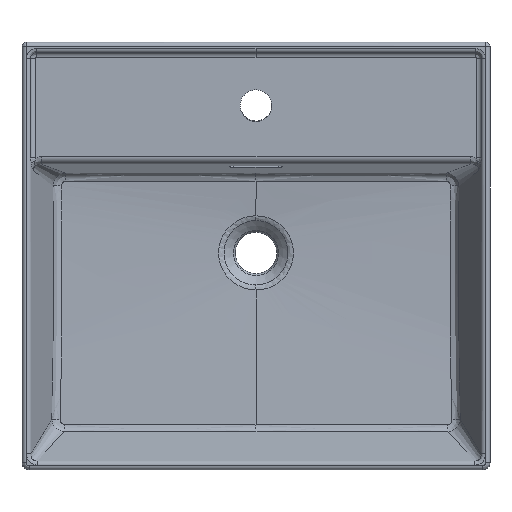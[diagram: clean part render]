
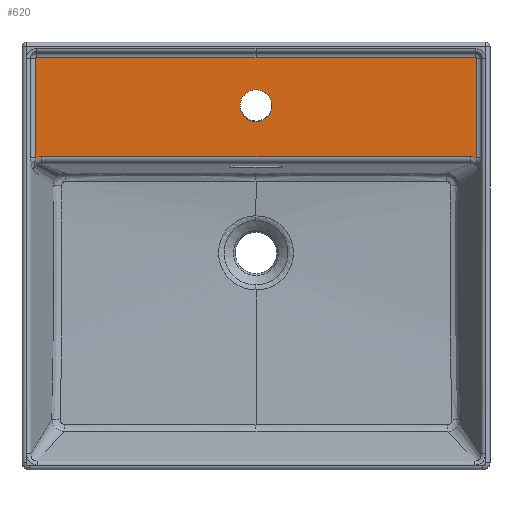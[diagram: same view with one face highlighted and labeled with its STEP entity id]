
A CAD part, top view. The second image highlights one B-rep face of the part: STEP entity #620.
In plain terms, the highlighted planar face has unit normal (0, 0, 1).
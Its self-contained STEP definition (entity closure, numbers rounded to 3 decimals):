
#66=FACE_BOUND('',#1307,.T.);
#67=FACE_BOUND('',#1308,.T.);
#620=ADVANCED_FACE('',(#66,#67),#949,.F.);
#949=PLANE('',#5107);
#1307=EDGE_LOOP('',(#1890,#1891,#1892,#1893,#1894,#1895,#1896,#1897,#1898));
#1308=EDGE_LOOP('',(#1899));
#1656=LINE('',#7015,#1739);
#1657=LINE('',#7023,#1740);
#1658=LINE('',#7045,#1741);
#1659=LINE('',#7047,#1742);
#1660=LINE('',#7066,#1743);
#1739=VECTOR('',#5435,1.);
#1740=VECTOR('',#5436,1.);
#1741=VECTOR('',#5437,1.);
#1742=VECTOR('',#5438,1.);
#1743=VECTOR('',#5439,1.);
#1890=ORIENTED_EDGE('',*,*,#3896,.T.);
#1891=ORIENTED_EDGE('',*,*,#3897,.T.);
#1892=ORIENTED_EDGE('',*,*,#3898,.T.);
#1893=ORIENTED_EDGE('',*,*,#3899,.T.);
#1894=ORIENTED_EDGE('',*,*,#3900,.T.);
#1895=ORIENTED_EDGE('',*,*,#3901,.T.);
#1896=ORIENTED_EDGE('',*,*,#3902,.T.);
#1897=ORIENTED_EDGE('',*,*,#3903,.T.);
#1898=ORIENTED_EDGE('',*,*,#3904,.T.);
#1899=ORIENTED_EDGE('',*,*,#3905,.F.);
#3428=VERTEX_POINT('',#7016);
#3429=VERTEX_POINT('',#7017);
#3430=VERTEX_POINT('',#7022);
#3431=VERTEX_POINT('',#7024);
#3432=VERTEX_POINT('',#7044);
#3433=VERTEX_POINT('',#7046);
#3434=VERTEX_POINT('',#7048);
#3435=VERTEX_POINT('',#7065);
#3436=VERTEX_POINT('',#7067);
#3437=VERTEX_POINT('',#7098);
#3896=EDGE_CURVE('',#3428,#3429,#1656,.T.);
#3897=EDGE_CURVE('',#3429,#3430,#4662,.T.);
#3898=EDGE_CURVE('',#3430,#3431,#1657,.T.);
#3899=EDGE_CURVE('',#3431,#3432,#4663,.T.);
#3900=EDGE_CURVE('',#3432,#3433,#1658,.T.);
#3901=EDGE_CURVE('',#3433,#3434,#1659,.T.);
#3902=EDGE_CURVE('',#3434,#3435,#4664,.T.);
#3903=EDGE_CURVE('',#3435,#3436,#1660,.T.);
#3904=EDGE_CURVE('',#3436,#3428,#4665,.T.);
#3905=EDGE_CURVE('',#3437,#3437,#4666,.T.);
#4662=B_SPLINE_CURVE_WITH_KNOTS('',3,(#7018,#7019,#7020,#7021),
 .UNSPECIFIED.,.F.,.F.,(4,4),(0.,1.),.UNSPECIFIED.);
#4663=B_SPLINE_CURVE_WITH_KNOTS('',3,(#7025,#7026,#7027,#7028,#7029,#7030,
#7031,#7032,#7033,#7034,#7035,#7036,#7037,#7038,#7039,#7040,#7041,#7042,
#7043),.UNSPECIFIED.,.F.,.F.,(4,3,3,3,3,3,4),(0.,0.008,0.119,
0.213,0.349,0.602,1.),.UNSPECIFIED.);
#4664=B_SPLINE_CURVE_WITH_KNOTS('',3,(#7049,#7050,#7051,#7052,#7053,#7054,
#7055,#7056,#7057,#7058,#7059,#7060,#7061,#7062,#7063,#7064),
 .UNSPECIFIED.,.F.,.F.,(4,3,3,3,3,4),(0.,0.398,0.651,
0.787,0.88,1.),.UNSPECIFIED.);
#4665=B_SPLINE_CURVE_WITH_KNOTS('',3,(#7068,#7069,#7070,#7071),
 .UNSPECIFIED.,.F.,.F.,(4,4),(0.,1.),.UNSPECIFIED.);
#4666=B_SPLINE_CURVE_WITH_KNOTS('',3,(#7072,#7073,#7074,#7075,#7076,#7077,
#7078,#7079,#7080,#7081,#7082,#7083,#7084,#7085,#7086,#7087,#7088,#7089,
#7090,#7091,#7092,#7093,#7094,#7095,#7096,#7097),.UNSPECIFIED.,.T.,.F.,
(2,2,2,2,2,2,2,2,2,2,2,2,2,2,2),(-0.125,0.,0.063,0.125,0.25,0.313,0.375,
0.438,0.5,0.625,0.688,0.75,0.875,1.,1.063),.UNSPECIFIED.);
#5107=AXIS2_PLACEMENT_3D('',#7099,#5440,#5441);
#5435=DIRECTION('',(1.,0.,0.));
#5436=DIRECTION('',(0.,1.,0.));
#5437=DIRECTION('',(-1.,0.,0.));
#5438=DIRECTION('',(-1.,0.,0.));
#5439=DIRECTION('',(0.,-1.,0.));
#5440=DIRECTION('',(0.,0.,-1.));
#5441=DIRECTION('',(0.,1.,0.));
#7015=CARTESIAN_POINT('',(-296.929,-122.697,8.833));
#7016=CARTESIAN_POINT('',(-234.479,-122.697,8.833));
#7017=CARTESIAN_POINT('',(234.479,-122.697,8.833));
#7018=CARTESIAN_POINT('',(234.479,-122.697,8.833));
#7019=CARTESIAN_POINT('',(236.718,-122.697,8.833));
#7020=CARTESIAN_POINT('',(238.924,-123.076,8.833));
#7021=CARTESIAN_POINT('',(241.014,-123.883,8.833));
#7022=CARTESIAN_POINT('',(241.014,-123.883,8.833));
#7023=CARTESIAN_POINT('',(241.014,-18.797,8.833));
#7024=CARTESIAN_POINT('',(241.014,-15.017,8.833));
#7025=CARTESIAN_POINT('',(241.014,-15.017,8.833));
#7026=CARTESIAN_POINT('',(241.014,-15.013,8.833));
#7027=CARTESIAN_POINT('',(241.014,-15.008,8.833));
#7028=CARTESIAN_POINT('',(241.014,-15.004,8.833));
#7029=CARTESIAN_POINT('',(241.013,-14.947,8.833));
#7030=CARTESIAN_POINT('',(241.006,-14.888,8.833));
#7031=CARTESIAN_POINT('',(240.988,-14.834,8.833));
#7032=CARTESIAN_POINT('',(240.973,-14.788,8.833));
#7033=CARTESIAN_POINT('',(240.949,-14.744,8.833));
#7034=CARTESIAN_POINT('',(240.92,-14.706,8.833));
#7035=CARTESIAN_POINT('',(240.877,-14.651,8.833));
#7036=CARTESIAN_POINT('',(240.822,-14.604,8.833));
#7037=CARTESIAN_POINT('',(240.764,-14.565,8.833));
#7038=CARTESIAN_POINT('',(240.657,-14.491,8.833));
#7039=CARTESIAN_POINT('',(240.536,-14.439,8.833));
#7040=CARTESIAN_POINT('',(240.412,-14.401,8.833));
#7041=CARTESIAN_POINT('',(240.217,-14.341,8.833));
#7042=CARTESIAN_POINT('',(240.011,-14.315,8.833));
#7043=CARTESIAN_POINT('',(239.808,-14.315,8.833));
#7044=CARTESIAN_POINT('',(239.808,-14.315,8.833));
#7045=CARTESIAN_POINT('',(435.496,-14.315,8.833));
#7046=CARTESIAN_POINT('',(0.,-14.315,8.833));
#7047=CARTESIAN_POINT('',(-435.496,-14.315,8.833));
#7048=CARTESIAN_POINT('',(-239.808,-14.315,8.833));
#7049=CARTESIAN_POINT('',(-239.808,-14.315,8.833));
#7050=CARTESIAN_POINT('',(-240.011,-14.315,8.833));
#7051=CARTESIAN_POINT('',(-240.217,-14.341,8.833));
#7052=CARTESIAN_POINT('',(-240.412,-14.401,8.833));
#7053=CARTESIAN_POINT('',(-240.536,-14.439,8.833));
#7054=CARTESIAN_POINT('',(-240.657,-14.491,8.833));
#7055=CARTESIAN_POINT('',(-240.764,-14.565,8.833));
#7056=CARTESIAN_POINT('',(-240.822,-14.604,8.833));
#7057=CARTESIAN_POINT('',(-240.877,-14.651,8.833));
#7058=CARTESIAN_POINT('',(-240.92,-14.706,8.833));
#7059=CARTESIAN_POINT('',(-240.949,-14.744,8.833));
#7060=CARTESIAN_POINT('',(-240.973,-14.788,8.833));
#7061=CARTESIAN_POINT('',(-240.988,-14.834,8.833));
#7062=CARTESIAN_POINT('',(-241.007,-14.892,8.833));
#7063=CARTESIAN_POINT('',(-241.014,-14.955,8.833));
#7064=CARTESIAN_POINT('',(-241.014,-15.017,8.833));
#7065=CARTESIAN_POINT('',(-241.014,-15.017,8.833));
#7066=CARTESIAN_POINT('',(-241.014,-18.797,8.833));
#7067=CARTESIAN_POINT('',(-241.014,-123.883,8.833));
#7068=CARTESIAN_POINT('',(-241.014,-123.883,8.833));
#7069=CARTESIAN_POINT('',(-238.924,-123.075,8.833));
#7070=CARTESIAN_POINT('',(-236.718,-122.697,8.833));
#7071=CARTESIAN_POINT('',(-234.479,-122.697,8.833));
#7072=CARTESIAN_POINT('',(-8.547,-82.761,8.833));
#7073=CARTESIAN_POINT('',(-1.874,-84.385,8.833));
#7074=CARTESIAN_POINT('',(0.415,-84.48,8.833));
#7075=CARTESIAN_POINT('',(4.905,-83.781,8.833));
#7076=CARTESIAN_POINT('',(7.077,-82.985,8.833));
#7077=CARTESIAN_POINT('',(12.869,-79.452,8.833));
#7078=CARTESIAN_POINT('',(15.759,-75.498,8.833));
#7079=CARTESIAN_POINT('',(17.361,-68.91,8.833));
#7080=CARTESIAN_POINT('',(17.464,-66.597,8.833));
#7081=CARTESIAN_POINT('',(16.77,-62.111,8.833));
#7082=CARTESIAN_POINT('',(15.99,-59.954,8.833));
#7083=CARTESIAN_POINT('',(13.616,-56.045,8.833));
#7084=CARTESIAN_POINT('',(12.066,-54.356,8.833));
#7085=CARTESIAN_POINT('',(8.398,-51.669,8.833));
#7086=CARTESIAN_POINT('',(6.303,-50.693,8.833));
#7087=CARTESIAN_POINT('',(-0.291,-49.085,8.833));
#7088=CARTESIAN_POINT('',(-5.132,-49.834,8.833));
#7089=CARTESIAN_POINT('',(-10.923,-53.358,8.833));
#7090=CARTESIAN_POINT('',(-12.631,-54.922,8.833));
#7091=CARTESIAN_POINT('',(-15.31,-58.583,8.833));
#7092=CARTESIAN_POINT('',(-16.283,-60.664,8.833));
#7093=CARTESIAN_POINT('',(-17.907,-67.322,8.833));
#7094=CARTESIAN_POINT('',(-17.154,-72.126,8.833));
#7095=CARTESIAN_POINT('',(-12.458,-79.865,8.833));
#7096=CARTESIAN_POINT('',(-8.547,-82.761,8.833));
#7097=CARTESIAN_POINT('',(-1.874,-84.385,8.833));
#7098=CARTESIAN_POINT('',(-4.098,-83.844,8.833));
#7099=CARTESIAN_POINT('',(-296.929,-14.767,8.833));
